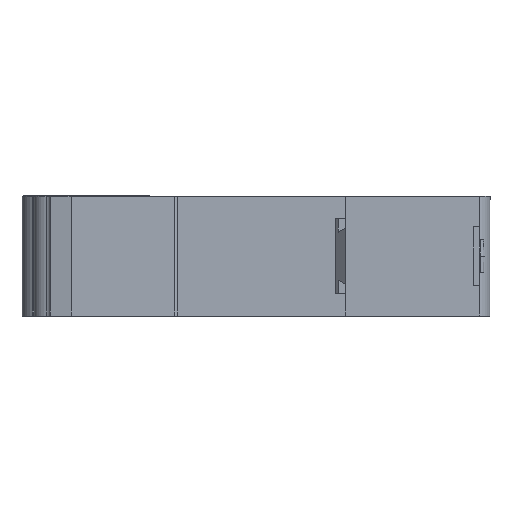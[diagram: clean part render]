
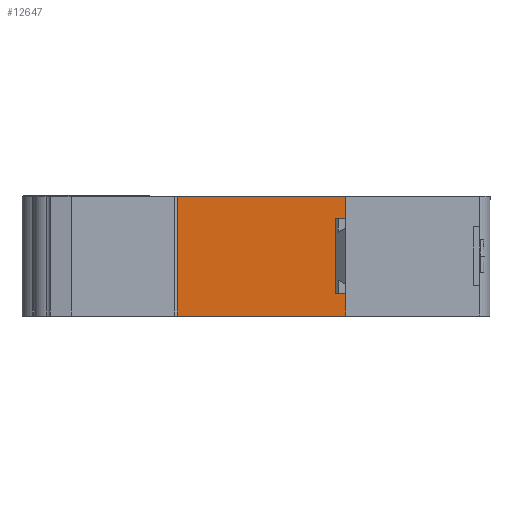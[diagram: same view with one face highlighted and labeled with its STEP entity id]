
A CAD part, front view. The second image highlights one B-rep face of the part: STEP entity #12647.
In plain terms, the highlighted planar face has unit normal (0, -1, 0).
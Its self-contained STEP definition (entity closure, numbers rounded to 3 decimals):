
#442=FACE_OUTER_BOUND('',#1138,.T.);
#1138=EDGE_LOOP('',(#8375,#8376,#8377,#8378));
#2050=LINE('',#18090,#3568);
#2114=LINE('',#18272,#3632);
#2131=LINE('',#18310,#3649);
#2132=LINE('',#18311,#3650);
#3568=VECTOR('',#14427,34.625);
#3632=VECTOR('',#14547,34.625);
#3649=VECTOR('',#14582,23.);
#3650=VECTOR('',#14583,23.);
#5088=VERTEX_POINT('',#18087);
#5089=VERTEX_POINT('',#18089);
#5178=VERTEX_POINT('',#18269);
#5179=VERTEX_POINT('',#18271);
#6360=EDGE_CURVE('',#5088,#5089,#2050,.T.);
#6450=EDGE_CURVE('',#5179,#5178,#2114,.T.);
#6469=EDGE_CURVE('',#5088,#5179,#2131,.T.);
#6470=EDGE_CURVE('',#5178,#5089,#2132,.T.);
#8375=ORIENTED_EDGE('',*,*,#6469,.T.);
#8376=ORIENTED_EDGE('',*,*,#6450,.T.);
#8377=ORIENTED_EDGE('',*,*,#6470,.T.);
#8378=ORIENTED_EDGE('',*,*,#6360,.F.);
#12058=PLANE('',#13382);
#12647=ADVANCED_FACE('',(#442),#12058,.T.);
#13382=AXIS2_PLACEMENT_3D('',#18309,#14580,#14581);
#14427=DIRECTION('',(-1.,0.,0.));
#14547=DIRECTION('',(-1.,0.,0.));
#14580=DIRECTION('center_axis',(0.,-1.,0.));
#14581=DIRECTION('ref_axis',(0.,0.,1.));
#14582=DIRECTION('',(0.,0.,1.));
#14583=DIRECTION('',(0.,0.,-1.));
#18087=CARTESIAN_POINT('',(15.386,-26.194,-16.563));
#18089=CARTESIAN_POINT('',(-19.239,-26.194,-16.563));
#18090=CARTESIAN_POINT('',(5.999,-26.194,-16.563));
#18269=CARTESIAN_POINT('',(-19.239,-26.194,6.437));
#18271=CARTESIAN_POINT('',(15.386,-26.194,6.437));
#18272=CARTESIAN_POINT('',(5.999,-26.194,6.437));
#18309=CARTESIAN_POINT('Origin',(13.811,-26.194,-0.013));
#18310=CARTESIAN_POINT('',(15.386,-26.194,-2.538));
#18311=CARTESIAN_POINT('',(-19.239,-26.194,-0.013));
